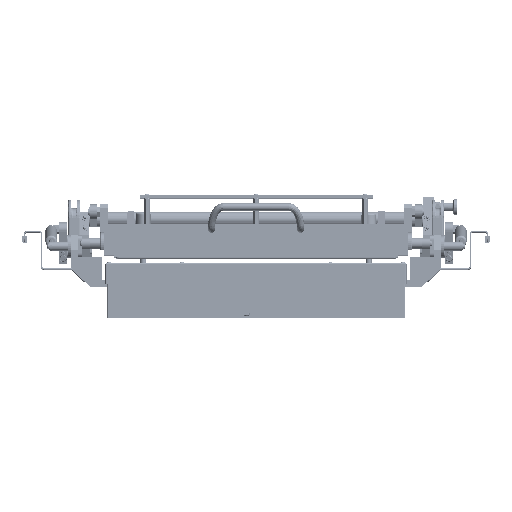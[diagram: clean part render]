
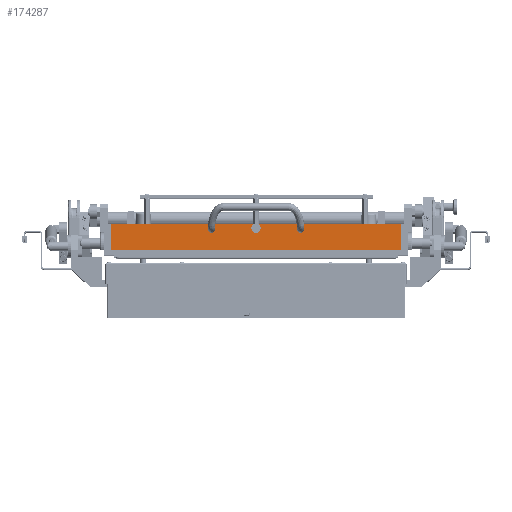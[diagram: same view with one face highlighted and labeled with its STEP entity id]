
A CAD part, top view. The second image highlights one B-rep face of the part: STEP entity #174287.
In plain terms, the highlighted planar face has unit normal (0, 0, 1).
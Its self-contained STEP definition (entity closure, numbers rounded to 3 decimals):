
#676 = FACE_OUTER_BOUND ( 'NONE', #190815, .T. ) ;
#2065 = LINE ( 'NONE', #95281, #13091 ) ;
#2296 = DIRECTION ( 'NONE',  ( 1., 0., 0. ) ) ;
#5563 = EDGE_CURVE ( 'NONE', #197676, #90135, #145852, .T. ) ;
#11688 = LINE ( 'NONE', #168293, #141396 ) ;
#11956 = ORIENTED_EDGE ( 'NONE', *, *, #102861, .T. ) ;
#13091 = VECTOR ( 'NONE', #14567, 1000. ) ;
#13134 = CARTESIAN_POINT ( 'NONE',  ( 0., 35., 0. ) ) ;
#14567 = DIRECTION ( 'NONE',  ( 0., 1., 0. ) ) ;
#17549 = ORIENTED_EDGE ( 'NONE', *, *, #171190, .T. ) ;
#19572 = CARTESIAN_POINT ( 'NONE',  ( 252.25, 28., 0. ) ) ;
#20409 = AXIS2_PLACEMENT_3D ( 'NONE', #39748, #139238, #151779 ) ;
#22546 = EDGE_LOOP ( 'NONE', ( #11956, #17549 ) ) ;
#24405 = DIRECTION ( 'NONE',  ( 0., 0., 1. ) ) ;
#24441 = CARTESIAN_POINT ( 'NONE',  ( 137.75, 28., 0. ) ) ;
#25822 = VERTEX_POINT ( 'NONE', #43217 ) ;
#26246 = DIRECTION ( 'NONE',  ( 0., -1., 0. ) ) ;
#26268 = DIRECTION ( 'NONE',  ( -1., 0., 0. ) ) ;
#27215 = VERTEX_POINT ( 'NONE', #19572 ) ;
#28652 = DIRECTION ( 'NONE',  ( -1., 0., 0. ) ) ;
#33362 = DIRECTION ( 'NONE',  ( 0., 0., 1. ) ) ;
#33662 = CIRCLE ( 'NONE', #20409, 2.75 ) ;
#39748 = CARTESIAN_POINT ( 'NONE',  ( 255., 28., 0. ) ) ;
#40287 = CIRCLE ( 'NONE', #152876, 2.75 ) ;
#43217 = CARTESIAN_POINT ( 'NONE',  ( 199.25, 29.5, 0. ) ) ;
#47263 = FACE_BOUND ( 'NONE', #204595, .T. ) ;
#50182 = EDGE_CURVE ( 'NONE', #114320, #195917, #136672, .T. ) ;
#50665 = AXIS2_PLACEMENT_3D ( 'NONE', #156747, #174289, #113029 ) ;
#50937 = VERTEX_POINT ( 'NONE', #145639 ) ;
#61117 = EDGE_CURVE ( 'NONE', #89044, #114320, #2065, .T. ) ;
#62826 = DIRECTION ( 'NONE',  ( 0., 0., -1. ) ) ;
#65451 = CARTESIAN_POINT ( 'NONE',  ( 195., 29.5, 0. ) ) ;
#67005 = VERTEX_POINT ( 'NONE', #68001 ) ;
#67681 = CARTESIAN_POINT ( 'NONE',  ( 390., 0., 0. ) ) ;
#68001 = CARTESIAN_POINT ( 'NONE',  ( 0., 0., 0. ) ) ;
#74398 = EDGE_CURVE ( 'NONE', #67005, #89044, #90472, .T. ) ;
#78243 = CIRCLE ( 'NONE', #104679, 4.25 ) ;
#84557 = ORIENTED_EDGE ( 'NONE', *, *, #197907, .F. ) ;
#87883 = DIRECTION ( 'NONE',  ( -1., 0., 0. ) ) ;
#89044 = VERTEX_POINT ( 'NONE', #67681 ) ;
#90135 = VERTEX_POINT ( 'NONE', #24441 ) ;
#90472 = LINE ( 'NONE', #122666, #141544 ) ;
#90614 = DIRECTION ( 'NONE',  ( 1., 0., 0. ) ) ;
#94509 = DIRECTION ( 'NONE',  ( 1., 0., 0. ) ) ;
#95281 = CARTESIAN_POINT ( 'NONE',  ( 390., 0., 0. ) ) ;
#95902 = FACE_BOUND ( 'NONE', #116602, .T. ) ;
#101859 = CARTESIAN_POINT ( 'NONE',  ( 135., 28., 0. ) ) ;
#102861 = EDGE_CURVE ( 'NONE', #27215, #107123, #203116, .T. ) ;
#104679 = AXIS2_PLACEMENT_3D ( 'NONE', #107129, #24405, #90614 ) ;
#107123 = VERTEX_POINT ( 'NONE', #201367 ) ;
#107129 = CARTESIAN_POINT ( 'NONE',  ( 195., 29.5, 0. ) ) ;
#107349 = PLANE ( 'NONE',  #179294 ) ;
#109512 = ORIENTED_EDGE ( 'NONE', *, *, #50182, .T. ) ;
#113029 = DIRECTION ( 'NONE',  ( -1., 0., 0. ) ) ;
#114320 = VERTEX_POINT ( 'NONE', #129913 ) ;
#116005 = AXIS2_PLACEMENT_3D ( 'NONE', #151423, #199167, #166944 ) ;
#116602 = EDGE_LOOP ( 'NONE', ( #203769, #171574 ) ) ;
#117806 = ORIENTED_EDGE ( 'NONE', *, *, #61117, .T. ) ;
#121076 = CARTESIAN_POINT ( 'NONE',  ( 0., 35., 0. ) ) ;
#122666 = CARTESIAN_POINT ( 'NONE',  ( 0., 0., 0. ) ) ;
#122912 = EDGE_CURVE ( 'NONE', #25822, #50937, #78243, .T. ) ;
#126164 = AXIS2_PLACEMENT_3D ( 'NONE', #65451, #33362, #2296 ) ;
#129913 = CARTESIAN_POINT ( 'NONE',  ( 390., 35., 0. ) ) ;
#130382 = ORIENTED_EDGE ( 'NONE', *, *, #122912, .F. ) ;
#136672 = LINE ( 'NONE', #121076, #196337 ) ;
#139238 = DIRECTION ( 'NONE',  ( 0., 0., -1. ) ) ;
#139689 = EDGE_CURVE ( 'NONE', #90135, #197676, #40287, .T. ) ;
#141396 = VECTOR ( 'NONE', #26246, 1000. ) ;
#141544 = VECTOR ( 'NONE', #94509, 1000. ) ;
#144759 = EDGE_CURVE ( 'NONE', #195917, #67005, #11688, .T. ) ;
#145639 = CARTESIAN_POINT ( 'NONE',  ( 190.75, 29.5, 0. ) ) ;
#145852 = CIRCLE ( 'NONE', #116005, 2.75 ) ;
#151417 = ORIENTED_EDGE ( 'NONE', *, *, #74398, .T. ) ;
#151423 = CARTESIAN_POINT ( 'NONE',  ( 135., 28., 0. ) ) ;
#151779 = DIRECTION ( 'NONE',  ( -1., 0., 0. ) ) ;
#152876 = AXIS2_PLACEMENT_3D ( 'NONE', #101859, #197449, #26268 ) ;
#156747 = CARTESIAN_POINT ( 'NONE',  ( 255., 28., 0. ) ) ;
#166944 = DIRECTION ( 'NONE',  ( -1., 0., 0. ) ) ;
#168293 = CARTESIAN_POINT ( 'NONE',  ( 0., 0., 0. ) ) ;
#171190 = EDGE_CURVE ( 'NONE', #107123, #27215, #33662, .T. ) ;
#171574 = ORIENTED_EDGE ( 'NONE', *, *, #139689, .T. ) ;
#174287 = ADVANCED_FACE ( 'NONE', ( #186342, #95902, #47263, #676 ), #107349, .F. ) ;
#174289 = DIRECTION ( 'NONE',  ( 0., 0., -1. ) ) ;
#175864 = CIRCLE ( 'NONE', #126164, 4.25 ) ;
#179294 = AXIS2_PLACEMENT_3D ( 'NONE', #13134, #62826, #28652 ) ;
#182906 = CARTESIAN_POINT ( 'NONE',  ( 132.25, 28., 0. ) ) ;
#186342 = FACE_BOUND ( 'NONE', #22546, .T. ) ;
#187146 = ORIENTED_EDGE ( 'NONE', *, *, #144759, .T. ) ;
#190815 = EDGE_LOOP ( 'NONE', ( #187146, #151417, #117806, #109512 ) ) ;
#195917 = VERTEX_POINT ( 'NONE', #200888 ) ;
#196337 = VECTOR ( 'NONE', #87883, 1000. ) ;
#197449 = DIRECTION ( 'NONE',  ( 0., 0., -1. ) ) ;
#197676 = VERTEX_POINT ( 'NONE', #182906 ) ;
#197907 = EDGE_CURVE ( 'NONE', #50937, #25822, #175864, .T. ) ;
#199167 = DIRECTION ( 'NONE',  ( 0., 0., -1. ) ) ;
#200888 = CARTESIAN_POINT ( 'NONE',  ( 0., 35., 0. ) ) ;
#201367 = CARTESIAN_POINT ( 'NONE',  ( 257.75, 28., 0. ) ) ;
#203116 = CIRCLE ( 'NONE', #50665, 2.75 ) ;
#203769 = ORIENTED_EDGE ( 'NONE', *, *, #5563, .T. ) ;
#204595 = EDGE_LOOP ( 'NONE', ( #130382, #84557 ) ) ;
